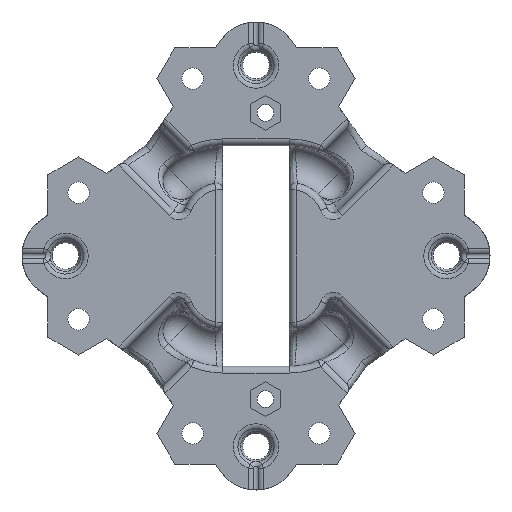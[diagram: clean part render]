
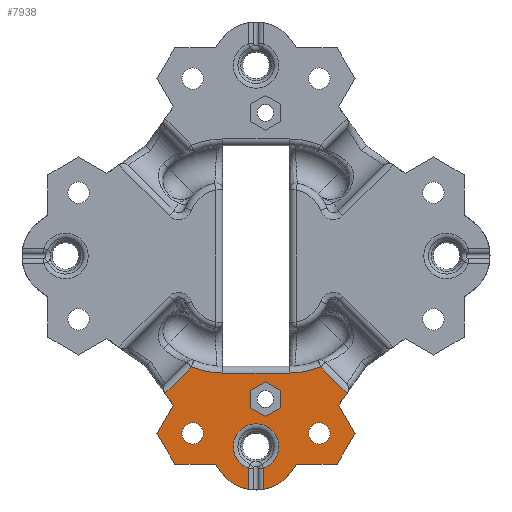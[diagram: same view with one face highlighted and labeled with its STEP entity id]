
A CAD part, front view. The second image highlights one B-rep face of the part: STEP entity #7938.
In plain terms, the highlighted planar face has unit normal (0, -1, 0).
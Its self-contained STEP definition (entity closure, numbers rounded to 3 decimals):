
#353=FACE_BOUND('',#1285,.T.);
#354=FACE_BOUND('',#1286,.T.);
#355=FACE_BOUND('',#1287,.T.);
#435=PLANE('',#8621);
#784=FACE_OUTER_BOUND('',#1284,.T.);
#1284=EDGE_LOOP('',(#6240,#6241,#6242,#6243,#6244,#6245,#6246,#6247,#6248,
#6249,#6250,#6251,#6252,#6253,#6254,#6255,#6256,#6257,#6258,#6259));
#1285=EDGE_LOOP('',(#6260,#6261,#6262,#6263,#6264,#6265));
#1286=EDGE_LOOP('',(#6266));
#1287=EDGE_LOOP('',(#6267));
#1846=LINE('',#13821,#2519);
#1849=LINE('',#13835,#2522);
#1908=LINE('',#14097,#2581);
#1909=LINE('',#14099,#2582);
#1910=LINE('',#14101,#2583);
#1911=LINE('',#14103,#2584);
#1912=LINE('',#14105,#2585);
#1913=LINE('',#14107,#2586);
#1914=LINE('',#14111,#2587);
#1915=LINE('',#14115,#2588);
#1916=LINE('',#14117,#2589);
#1917=LINE('',#14119,#2590);
#1918=LINE('',#14121,#2591);
#1919=LINE('',#14123,#2592);
#1920=LINE('',#14124,#2593);
#1921=LINE('',#14127,#2594);
#1922=LINE('',#14129,#2595);
#1923=LINE('',#14131,#2596);
#1924=LINE('',#14133,#2597);
#1925=LINE('',#14135,#2598);
#1926=LINE('',#14136,#2599);
#2519=VECTOR('',#9968,10.);
#2522=VECTOR('',#9973,10.);
#2581=VECTOR('',#10114,10.);
#2582=VECTOR('',#10115,10.);
#2583=VECTOR('',#10116,10.);
#2584=VECTOR('',#10117,10.);
#2585=VECTOR('',#10118,10.);
#2586=VECTOR('',#10119,10.);
#2587=VECTOR('',#10122,10.);
#2588=VECTOR('',#10125,10.);
#2589=VECTOR('',#10126,10.);
#2590=VECTOR('',#10127,10.);
#2591=VECTOR('',#10128,10.);
#2592=VECTOR('',#10129,10.);
#2593=VECTOR('',#10130,10.);
#2594=VECTOR('',#10131,10.);
#2595=VECTOR('',#10132,10.);
#2596=VECTOR('',#10133,10.);
#2597=VECTOR('',#10134,10.);
#2598=VECTOR('',#10135,10.);
#2599=VECTOR('',#10136,10.);
#3138=CIRCLE('',#8578,3.414);
#3139=CIRCLE('',#8582,6.5);
#3141=CIRCLE('',#8584,6.5);
#3161=CIRCLE('',#8622,12.5);
#3162=CIRCLE('',#8623,12.5);
#3163=CIRCLE('',#8624,1.6);
#3164=CIRCLE('',#8625,1.6);
#3657=VERTEX_POINT('',#13800);
#3658=VERTEX_POINT('',#13804);
#3660=VERTEX_POINT('',#13812);
#3661=VERTEX_POINT('',#13824);
#3663=VERTEX_POINT('',#13851);
#3666=VERTEX_POINT('',#13857);
#3728=VERTEX_POINT('',#14096);
#3729=VERTEX_POINT('',#14098);
#3730=VERTEX_POINT('',#14100);
#3731=VERTEX_POINT('',#14102);
#3732=VERTEX_POINT('',#14104);
#3733=VERTEX_POINT('',#14106);
#3734=VERTEX_POINT('',#14108);
#3735=VERTEX_POINT('',#14110);
#3736=VERTEX_POINT('',#14112);
#3737=VERTEX_POINT('',#14114);
#3738=VERTEX_POINT('',#14116);
#3739=VERTEX_POINT('',#14118);
#3740=VERTEX_POINT('',#14120);
#3741=VERTEX_POINT('',#14122);
#3742=VERTEX_POINT('',#14125);
#3743=VERTEX_POINT('',#14126);
#3744=VERTEX_POINT('',#14128);
#3745=VERTEX_POINT('',#14130);
#3746=VERTEX_POINT('',#14132);
#3747=VERTEX_POINT('',#14134);
#3748=VERTEX_POINT('',#14137);
#3749=VERTEX_POINT('',#14139);
#4562=EDGE_CURVE('',#3658,#3657,#3138,.T.);
#4564=EDGE_CURVE('',#3660,#3658,#1846,.T.);
#4568=EDGE_CURVE('',#3657,#3661,#1849,.T.);
#4570=EDGE_CURVE('',#3661,#3663,#3139,.T.);
#4574=EDGE_CURVE('',#3666,#3660,#3141,.T.);
#4654=EDGE_CURVE('',#3728,#3666,#1908,.T.);
#4655=EDGE_CURVE('',#3729,#3728,#1909,.T.);
#4656=EDGE_CURVE('',#3730,#3729,#1910,.T.);
#4657=EDGE_CURVE('',#3731,#3730,#1911,.T.);
#4658=EDGE_CURVE('',#3732,#3731,#1912,.T.);
#4659=EDGE_CURVE('',#3733,#3732,#1913,.T.);
#4660=EDGE_CURVE('',#3734,#3733,#3161,.T.);
#4661=EDGE_CURVE('',#3735,#3734,#1914,.T.);
#4662=EDGE_CURVE('',#3736,#3735,#3162,.T.);
#4663=EDGE_CURVE('',#3737,#3736,#1915,.T.);
#4664=EDGE_CURVE('',#3738,#3737,#1916,.T.);
#4665=EDGE_CURVE('',#3739,#3738,#1917,.T.);
#4666=EDGE_CURVE('',#3740,#3739,#1918,.T.);
#4667=EDGE_CURVE('',#3741,#3740,#1919,.T.);
#4668=EDGE_CURVE('',#3663,#3741,#1920,.T.);
#4669=EDGE_CURVE('',#3742,#3743,#1921,.T.);
#4670=EDGE_CURVE('',#3744,#3742,#1922,.T.);
#4671=EDGE_CURVE('',#3745,#3744,#1923,.T.);
#4672=EDGE_CURVE('',#3746,#3745,#1924,.T.);
#4673=EDGE_CURVE('',#3747,#3746,#1925,.T.);
#4674=EDGE_CURVE('',#3743,#3747,#1926,.T.);
#4675=EDGE_CURVE('',#3748,#3748,#3163,.T.);
#4676=EDGE_CURVE('',#3749,#3749,#3164,.T.);
#6240=ORIENTED_EDGE('',*,*,#4564,.F.);
#6241=ORIENTED_EDGE('',*,*,#4574,.F.);
#6242=ORIENTED_EDGE('',*,*,#4654,.F.);
#6243=ORIENTED_EDGE('',*,*,#4655,.F.);
#6244=ORIENTED_EDGE('',*,*,#4656,.F.);
#6245=ORIENTED_EDGE('',*,*,#4657,.F.);
#6246=ORIENTED_EDGE('',*,*,#4658,.F.);
#6247=ORIENTED_EDGE('',*,*,#4659,.F.);
#6248=ORIENTED_EDGE('',*,*,#4660,.F.);
#6249=ORIENTED_EDGE('',*,*,#4661,.F.);
#6250=ORIENTED_EDGE('',*,*,#4662,.F.);
#6251=ORIENTED_EDGE('',*,*,#4663,.F.);
#6252=ORIENTED_EDGE('',*,*,#4664,.F.);
#6253=ORIENTED_EDGE('',*,*,#4665,.F.);
#6254=ORIENTED_EDGE('',*,*,#4666,.F.);
#6255=ORIENTED_EDGE('',*,*,#4667,.F.);
#6256=ORIENTED_EDGE('',*,*,#4668,.F.);
#6257=ORIENTED_EDGE('',*,*,#4570,.F.);
#6258=ORIENTED_EDGE('',*,*,#4568,.F.);
#6259=ORIENTED_EDGE('',*,*,#4562,.F.);
#6260=ORIENTED_EDGE('',*,*,#4669,.F.);
#6261=ORIENTED_EDGE('',*,*,#4670,.F.);
#6262=ORIENTED_EDGE('',*,*,#4671,.F.);
#6263=ORIENTED_EDGE('',*,*,#4672,.F.);
#6264=ORIENTED_EDGE('',*,*,#4673,.F.);
#6265=ORIENTED_EDGE('',*,*,#4674,.F.);
#6266=ORIENTED_EDGE('',*,*,#4675,.F.);
#6267=ORIENTED_EDGE('',*,*,#4676,.F.);
#7938=ADVANCED_FACE('',(#784,#353,#354,#355),#435,.F.);
#8578=AXIS2_PLACEMENT_3D('',#13809,#9964,#9965);
#8582=AXIS2_PLACEMENT_3D('',#13852,#9976,#9977);
#8584=AXIS2_PLACEMENT_3D('',#13859,#9982,#9983);
#8621=AXIS2_PLACEMENT_3D('',#14095,#10112,#10113);
#8622=AXIS2_PLACEMENT_3D('',#14109,#10120,#10121);
#8623=AXIS2_PLACEMENT_3D('',#14113,#10123,#10124);
#8624=AXIS2_PLACEMENT_3D('',#14138,#10137,#10138);
#8625=AXIS2_PLACEMENT_3D('',#14140,#10139,#10140);
#9964=DIRECTION('center_axis',(0.,-1.,0.));
#9965=DIRECTION('ref_axis',(0.,0.,1.));
#9968=DIRECTION('',(0.,0.,1.));
#9973=DIRECTION('',(0.,0.,-1.));
#9976=DIRECTION('center_axis',(0.,1.,0.));
#9977=DIRECTION('ref_axis',(1.,0.,0.));
#9982=DIRECTION('center_axis',(0.,1.,0.));
#9983=DIRECTION('ref_axis',(1.,0.,0.));
#10112=DIRECTION('center_axis',(0.,1.,0.));
#10113=DIRECTION('ref_axis',(0.,0.,-1.));
#10114=DIRECTION('',(-0.579,0.,-0.815));
#10115=DIRECTION('',(-1.,0.,0.));
#10116=DIRECTION('',(-0.5,0.,-0.866));
#10117=DIRECTION('',(0.5,0.,-0.866));
#10118=DIRECTION('',(-0.579,0.,-0.815));
#10119=DIRECTION('',(0.707,0.,-0.707));
#10120=DIRECTION('center_axis',(0.,-1.,0.));
#10121=DIRECTION('ref_axis',(0.213,0.,-0.977));
#10122=DIRECTION('',(1.,0.,0.));
#10123=DIRECTION('center_axis',(0.,-1.,0.));
#10124=DIRECTION('ref_axis',(-0.213,0.,-0.977));
#10125=DIRECTION('',(0.707,0.,0.707));
#10126=DIRECTION('',(-0.579,0.,0.815));
#10127=DIRECTION('',(0.5,0.,0.866));
#10128=DIRECTION('',(-0.5,0.,0.866));
#10129=DIRECTION('',(-1.,0.,0.));
#10130=DIRECTION('',(-0.579,0.,0.815));
#10131=DIRECTION('',(-0.866,0.,0.5));
#10132=DIRECTION('',(0.,0.,1.));
#10133=DIRECTION('',(0.866,0.,0.5));
#10134=DIRECTION('',(0.866,0.,-0.5));
#10135=DIRECTION('',(0.,0.,-1.));
#10136=DIRECTION('',(-0.866,0.,-0.5));
#10137=DIRECTION('center_axis',(0.,-1.,0.));
#10138=DIRECTION('ref_axis',(1.,0.,0.));
#10139=DIRECTION('center_axis',(0.,-1.,0.));
#10140=DIRECTION('ref_axis',(-1.,0.,0.));
#13800=CARTESIAN_POINT('',(-1.118,0.,-31.726));
#13804=CARTESIAN_POINT('',(1.118,0.,-31.726));
#13809=CARTESIAN_POINT('Origin',(0.,0.,-28.5));
#13812=CARTESIAN_POINT('',(1.118,0.,-34.903));
#13821=CARTESIAN_POINT('',(1.118,0.,-30.5));
#13824=CARTESIAN_POINT('',(-1.118,0.,-34.903));
#13835=CARTESIAN_POINT('',(-1.118,0.,-30.5));
#13851=CARTESIAN_POINT('',(-5.3,0.,-32.263));
#13852=CARTESIAN_POINT('Origin',(0.,0.,-28.5));
#13857=CARTESIAN_POINT('',(5.3,0.,-32.263));
#13859=CARTESIAN_POINT('Origin',(0.,0.,-28.5));
#14095=CARTESIAN_POINT('Origin',(-24.158,0.,0.));
#14096=CARTESIAN_POINT('',(6.089,0.,-31.152));
#14097=CARTESIAN_POINT('',(18.753,0.,-13.316));
#14098=CARTESIAN_POINT('',(12.14,0.,-31.152));
#14099=CARTESIAN_POINT('',(6.07,0.,-31.152));
#14100=CARTESIAN_POINT('',(14.81,0.,-26.527));
#14101=CARTESIAN_POINT('',(18.702,0.,-19.786));
#14102=CARTESIAN_POINT('',(12.372,0.,-22.303));
#14103=CARTESIAN_POINT('',(5.997,0.,-11.261));
#14104=CARTESIAN_POINT('',(13.619,0.,-20.547));
#14105=CARTESIAN_POINT('',(18.753,0.,-13.316));
#14106=CARTESIAN_POINT('',(9.668,0.,-16.596));
#14107=CARTESIAN_POINT('',(13.873,0.,-20.802));
#14108=CARTESIAN_POINT('',(5.,0.,-17.5));
#14109=CARTESIAN_POINT('Origin',(5.,0.,-5.));
#14110=CARTESIAN_POINT('',(-5.,0.,-17.5));
#14111=CARTESIAN_POINT('',(-9.579,0.,-17.5));
#14112=CARTESIAN_POINT('',(-9.668,0.,-16.596));
#14113=CARTESIAN_POINT('Origin',(-5.,0.,-5.));
#14114=CARTESIAN_POINT('',(-13.619,0.,-20.547));
#14115=CARTESIAN_POINT('',(-13.873,0.,-20.802));
#14116=CARTESIAN_POINT('',(-12.372,0.,-22.303));
#14117=CARTESIAN_POINT('',(-12.027,0.,-22.789));
#14118=CARTESIAN_POINT('',(-14.81,0.,-26.527));
#14119=CARTESIAN_POINT('',(-5.997,0.,-11.261));
#14120=CARTESIAN_POINT('',(-12.14,0.,-31.152));
#14121=CARTESIAN_POINT('',(-18.702,0.,-19.786));
#14122=CARTESIAN_POINT('',(-6.089,0.,-31.152));
#14123=CARTESIAN_POINT('',(-6.07,0.,-31.152));
#14124=CARTESIAN_POINT('',(-12.027,0.,-22.789));
#14125=CARTESIAN_POINT('',(3.659,0.,-20.119));
#14126=CARTESIAN_POINT('',(1.409,0.,-18.82));
#14127=CARTESIAN_POINT('',(3.659,0.,-20.119));
#14128=CARTESIAN_POINT('',(3.659,0.,-22.717));
#14129=CARTESIAN_POINT('',(3.659,0.,-22.717));
#14130=CARTESIAN_POINT('',(1.409,0.,-24.016));
#14131=CARTESIAN_POINT('',(1.409,0.,-24.016));
#14132=CARTESIAN_POINT('',(-0.841,0.,-22.717));
#14133=CARTESIAN_POINT('',(-0.841,0.,-22.717));
#14134=CARTESIAN_POINT('',(-0.841,0.,-20.119));
#14135=CARTESIAN_POINT('',(-0.841,0.,-20.119));
#14136=CARTESIAN_POINT('',(1.409,0.,-18.82));
#14137=CARTESIAN_POINT('',(7.87,0.,-26.527));
#14138=CARTESIAN_POINT('Origin',(9.47,0.,-26.527));
#14139=CARTESIAN_POINT('',(-7.87,0.,-26.527));
#14140=CARTESIAN_POINT('Origin',(-9.47,0.,-26.527));
